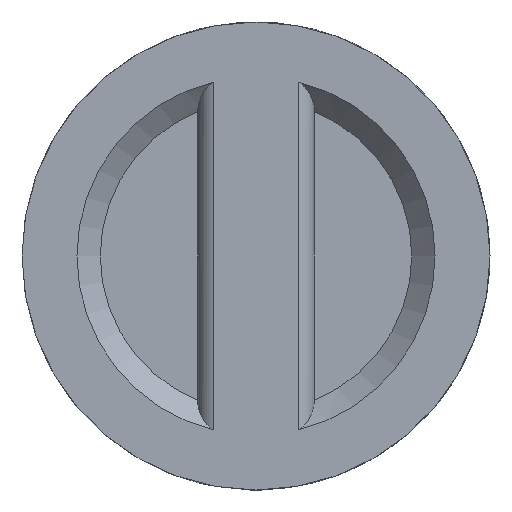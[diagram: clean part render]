
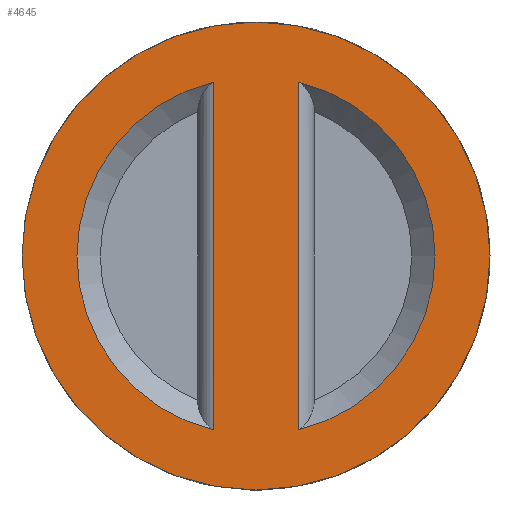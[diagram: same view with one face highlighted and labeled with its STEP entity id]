
A CAD part, left-side view. The second image highlights one B-rep face of the part: STEP entity #4645.
In plain terms, the highlighted planar face has unit normal (-1, 0, 0).
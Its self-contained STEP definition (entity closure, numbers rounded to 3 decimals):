
#4591=CARTESIAN_POINT('',(0.0,144.75,0.0));
#4592=DIRECTION('',(-1.0,0.0,0.0));
#4593=DIRECTION('',(0.0,0.0,1.0));
#4594=AXIS2_PLACEMENT_3D('',#4591,#4592,#4593);
#4595=PLANE('',#4594);
#4596=CARTESIAN_POINT('',(0.0,164.,0.0));
#4597=VERTEX_POINT('',#4596);
#4598=CARTESIAN_POINT('',(0.0,0.0,0.0));
#4599=DIRECTION('',(1.0,0.0,0.0));
#4600=DIRECTION('',(0.0,1.0,0.0));
#4601=AXIS2_PLACEMENT_3D('',#4598,#4599,#4600);
#4602=CIRCLE('',#4601,164.);
#4603=EDGE_CURVE('',#4597,#4597,#4602,.T.);
#4604=ORIENTED_EDGE('',*,*,#4603,.F.);
#4605=EDGE_LOOP('',(#4604));
#4606=FACE_OUTER_BOUND('',#4605,.T.);
#4607=CARTESIAN_POINT('',(0.0,30.0,-121.862));
#4608=VERTEX_POINT('',#4607);
#4609=CARTESIAN_POINT('',(0.0,30.0,121.862));
#4610=VERTEX_POINT('',#4609);
#4611=CARTESIAN_POINT('',(0.0,0.0,0.0));
#4612=DIRECTION('',(1.0,0.0,0.0));
#4613=DIRECTION('',(0.0,1.0,0.0));
#4614=AXIS2_PLACEMENT_3D('',#4611,#4612,#4613);
#4615=CIRCLE('',#4614,125.5);
#4616=EDGE_CURVE('',#4608,#4610,#4615,.T.);
#4617=ORIENTED_EDGE('',*,*,#4616,.T.);
#4618=CARTESIAN_POINT('',(0.0,30.0,-121.862));
#4619=DIRECTION('',(0.0,0.0,1.0));
#4620=VECTOR('',#4619,243.723);
#4621=LINE('',#4618,#4620);
#4622=EDGE_CURVE('',#4608,#4610,#4621,.T.);
#4623=ORIENTED_EDGE('',*,*,#4622,.F.);
#4624=EDGE_LOOP('',(#4617,#4623));
#4625=FACE_BOUND('',#4624,.T.);
#4626=CARTESIAN_POINT('',(0.0,-30.0,-121.862));
#4627=VERTEX_POINT('',#4626);
#4628=CARTESIAN_POINT('',(0.0,-30.0,121.862));
#4629=VERTEX_POINT('',#4628);
#4630=CARTESIAN_POINT('',(0.,-30.0,-121.862));
#4631=DIRECTION('',(0.0,0.0,1.0));
#4632=VECTOR('',#4631,243.723);
#4633=LINE('',#4630,#4632);
#4634=EDGE_CURVE('',#4627,#4629,#4633,.T.);
#4635=ORIENTED_EDGE('',*,*,#4634,.T.);
#4636=CARTESIAN_POINT('',(0.0,0.0,0.0));
#4637=DIRECTION('',(1.0,0.0,0.0));
#4638=DIRECTION('',(0.0,1.0,0.0));
#4639=AXIS2_PLACEMENT_3D('',#4636,#4637,#4638);
#4640=CIRCLE('',#4639,125.5);
#4641=EDGE_CURVE('',#4629,#4627,#4640,.T.);
#4642=ORIENTED_EDGE('',*,*,#4641,.T.);
#4643=EDGE_LOOP('',(#4635,#4642));
#4644=FACE_BOUND('',#4643,.T.);
#4645=ADVANCED_FACE('',(#4606,#4625,#4644),#4595,.T.);
